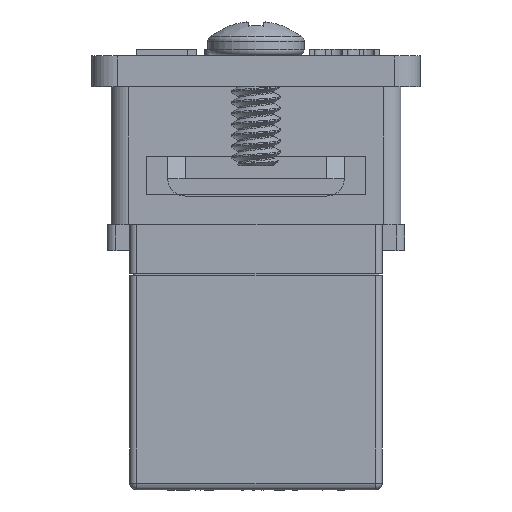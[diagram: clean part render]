
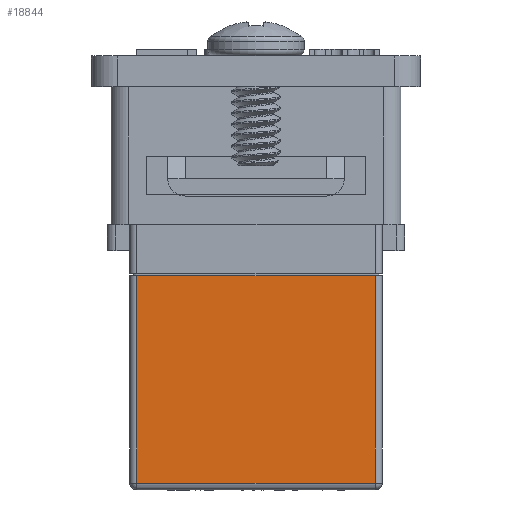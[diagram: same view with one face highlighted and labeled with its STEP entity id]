
A CAD part, front view. The second image highlights one B-rep face of the part: STEP entity #18844.
In plain terms, the highlighted planar face has unit normal (0, -1, 0).
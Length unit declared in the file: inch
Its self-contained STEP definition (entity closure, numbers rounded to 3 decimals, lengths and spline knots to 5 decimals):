
#1270 = EDGE_CURVE ( 'NONE', #17564, #6394, #20738, .T. ) ;
#1395 = EDGE_LOOP ( 'NONE', ( #20009, #25274, #6113, #23477 ) ) ;
#2000 = VECTOR ( 'NONE', #14504, 39.37008 ) ;
#4083 = CARTESIAN_POINT ( 'NONE',  ( 0.27165, -0.31693, -0.00394 ) ) ;
#4154 = LINE ( 'NONE', #17923, #20490 ) ;
#5045 = VECTOR ( 'NONE', #9808, 39.37008 ) ;
#5937 = EDGE_CURVE ( 'NONE', #16936, #10822, #24599, .T. ) ;
#5952 = CARTESIAN_POINT ( 'NONE',  ( 0.27165, -0.31693, -0.00394 ) ) ;
#6113 = ORIENTED_EDGE ( 'NONE', *, *, #5937, .T. ) ;
#6394 = VERTEX_POINT ( 'NONE', #4083 ) ;
#6627 = FACE_OUTER_BOUND ( 'NONE', #1395, .T. ) ;
#8584 = CARTESIAN_POINT ( 'NONE',  ( -0.27165, -0.31693, -0.00394 ) ) ;
#9162 = AXIS2_PLACEMENT_3D ( 'NONE', #23165, #25143, #13374 ) ;
#9808 = DIRECTION ( 'NONE',  ( 1., 0., 0. ) ) ;
#10822 = VERTEX_POINT ( 'NONE', #22336 ) ;
#10945 = CARTESIAN_POINT ( 'NONE',  ( 0.2874, -0.31693, -0.47638 ) ) ;
#11371 = PLANE ( 'NONE',  #9162 ) ;
#12485 = LINE ( 'NONE', #12521, #2000 ) ;
#12521 = CARTESIAN_POINT ( 'NONE',  ( -0.27165, -0.31693, 0.49213 ) ) ;
#13374 = DIRECTION ( 'NONE',  ( -1., 0., 0. ) ) ;
#13810 = EDGE_CURVE ( 'NONE', #17564, #16936, #12485, .T. ) ;
#14504 = DIRECTION ( 'NONE',  ( 0., 0., -1. ) ) ;
#16865 = DIRECTION ( 'NONE',  ( 1., 0., 0. ) ) ;
#16936 = VERTEX_POINT ( 'NONE', #21785 ) ;
#17564 = VERTEX_POINT ( 'NONE', #8584 ) ;
#17923 = CARTESIAN_POINT ( 'NONE',  ( 0.27165, -0.31693, 0.49213 ) ) ;
#18485 = EDGE_CURVE ( 'NONE', #10822, #6394, #4154, .T. ) ;
#18844 = ADVANCED_FACE ( 'NONE', ( #6627 ), #11371, .F. ) ;
#19356 = VECTOR ( 'NONE', #16865, 39.37008 ) ;
#19889 = DIRECTION ( 'NONE',  ( 0., 0., 1. ) ) ;
#20009 = ORIENTED_EDGE ( 'NONE', *, *, #1270, .F. ) ;
#20490 = VECTOR ( 'NONE', #19889, 39.37008 ) ;
#20738 = LINE ( 'NONE', #5952, #5045 ) ;
#21785 = CARTESIAN_POINT ( 'NONE',  ( -0.27165, -0.31693, -0.47638 ) ) ;
#22336 = CARTESIAN_POINT ( 'NONE',  ( 0.27165, -0.31693, -0.47638 ) ) ;
#23165 = CARTESIAN_POINT ( 'NONE',  ( 0.2874, -0.31693, 0.49213 ) ) ;
#23477 = ORIENTED_EDGE ( 'NONE', *, *, #18485, .T. ) ;
#24599 = LINE ( 'NONE', #10945, #19356 ) ;
#25143 = DIRECTION ( 'NONE',  ( 0., 1., 0. ) ) ;
#25274 = ORIENTED_EDGE ( 'NONE', *, *, #13810, .T. ) ;
